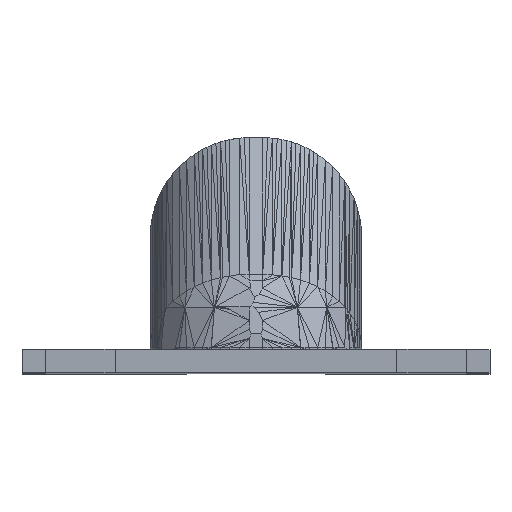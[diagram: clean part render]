
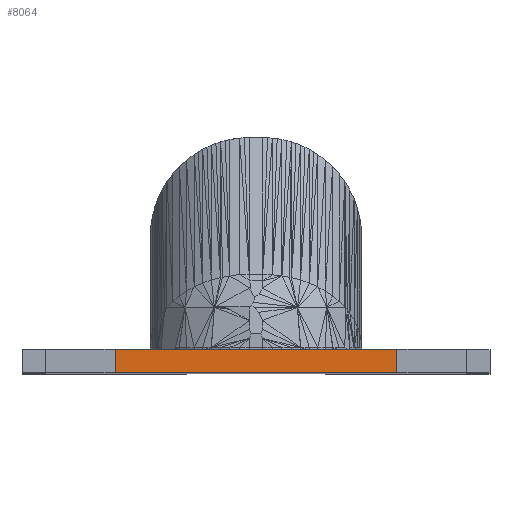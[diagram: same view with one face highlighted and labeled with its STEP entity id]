
A CAD part, top view. The second image highlights one B-rep face of the part: STEP entity #8064.
In plain terms, the highlighted planar face has unit normal (0, 0, 1).
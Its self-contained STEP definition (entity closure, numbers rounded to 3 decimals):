
#70 = CARTESIAN_POINT ( 'NONE',  ( 32.2, 2., 0. ) ) ;
#140 = VERTEX_POINT ( 'NONE', #5840 ) ;
#176 = ORIENTED_EDGE ( 'NONE', *, *, #6106, .F. ) ;
#226 = CARTESIAN_POINT ( 'NONE',  ( 0., 2., 0. ) ) ;
#715 = VERTEX_POINT ( 'NONE', #70 ) ;
#1695 = DIRECTION ( 'NONE',  ( 1., 0., 0. ) ) ;
#1863 = EDGE_CURVE ( 'NONE', #140, #1885, #9600, .T. ) ;
#1885 = VERTEX_POINT ( 'NONE', #8272 ) ;
#2353 = VERTEX_POINT ( 'NONE', #10313 ) ;
#2430 = EDGE_LOOP ( 'NONE', ( #176, #8479, #10427, #10173 ) ) ;
#2912 = CARTESIAN_POINT ( 'NONE',  ( 32.2, 2., 0. ) ) ;
#3174 = LINE ( 'NONE', #2912, #7614 ) ;
#4052 = DIRECTION ( 'NONE',  ( 1., 0., 0. ) ) ;
#4069 = DIRECTION ( 'NONE',  ( 0., 1., 0. ) ) ;
#4386 = DIRECTION ( 'NONE',  ( -1., 0., 0. ) ) ;
#5180 = VECTOR ( 'NONE', #4069, 1000. ) ;
#5840 = CARTESIAN_POINT ( 'NONE',  ( 8., 0., 0. ) ) ;
#6106 = EDGE_CURVE ( 'NONE', #715, #2353, #3174, .T. ) ;
#6684 = CARTESIAN_POINT ( 'NONE',  ( 0., 0., 0. ) ) ;
#6733 = VECTOR ( 'NONE', #1695, 1000. ) ;
#7056 = VECTOR ( 'NONE', #4052, 1000. ) ;
#7232 = EDGE_CURVE ( 'NONE', #1885, #715, #7327, .T. ) ;
#7327 = LINE ( 'NONE', #8182, #7056 ) ;
#7382 = AXIS2_PLACEMENT_3D ( 'NONE', #226, #9369, #4386 ) ;
#7614 = VECTOR ( 'NONE', #10414, 1000. ) ;
#7695 = PLANE ( 'NONE',  #7382 ) ;
#7997 = FACE_OUTER_BOUND ( 'NONE', #2430, .T. ) ;
#8064 = ADVANCED_FACE ( 'NONE', ( #7997 ), #7695, .F. ) ;
#8182 = CARTESIAN_POINT ( 'NONE',  ( 0., 2., 0. ) ) ;
#8272 = CARTESIAN_POINT ( 'NONE',  ( 8., 2., 0. ) ) ;
#8479 = ORIENTED_EDGE ( 'NONE', *, *, #7232, .F. ) ;
#9369 = DIRECTION ( 'NONE',  ( 0., 0., -1. ) ) ;
#9589 = EDGE_CURVE ( 'NONE', #140, #2353, #10357, .T. ) ;
#9600 = LINE ( 'NONE', #9905, #5180 ) ;
#9905 = CARTESIAN_POINT ( 'NONE',  ( 8., 2., 0. ) ) ;
#10173 = ORIENTED_EDGE ( 'NONE', *, *, #9589, .T. ) ;
#10313 = CARTESIAN_POINT ( 'NONE',  ( 32.2, 0., 0. ) ) ;
#10357 = LINE ( 'NONE', #6684, #6733 ) ;
#10414 = DIRECTION ( 'NONE',  ( 0., -1., 0. ) ) ;
#10427 = ORIENTED_EDGE ( 'NONE', *, *, #1863, .F. ) ;
